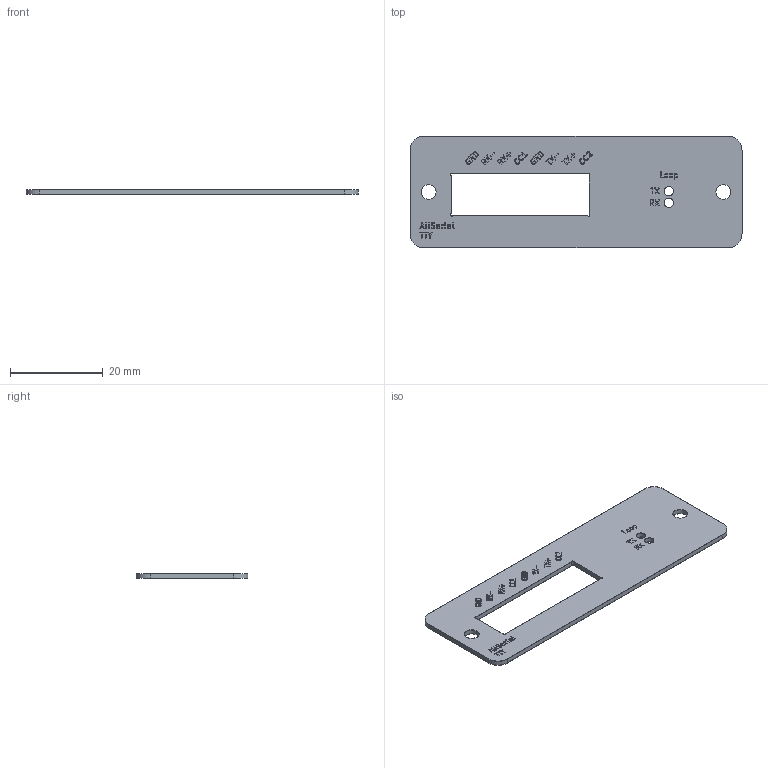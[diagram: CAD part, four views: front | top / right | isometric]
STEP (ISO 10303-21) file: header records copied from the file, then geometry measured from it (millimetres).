
FILE_DESCRIPTION(('KiCad electronic assembly'),'2;1');
FILE_NAME('AllSerial TTL_CL front.step','2025-07-20T22:40:23',('Pcbnew') ,('Kicad'),'Open CASCADE STEP processor 7.8','KiCad to STEP converter' ,'Unknown');
FILE_SCHEMA(('AUTOMOTIVE_DESIGN { 1 0 10303 214 1 1 1 1 }'));
Length unit declared in the file: millimetre
Products named in the file (5): AllSerial TTL_CL front 1; AllSerial TTL_CL front_copper; AllSerial TTL_CL front_silkscreen; AllSerial TTL_CL front_soldermask; AllSerial TTL_CL front_PCB
Assembly tree (4 placements, depth 2):
  AllSerial TTL_CL front 1
    AllSerial TTL_CL front_copper
    AllSerial TTL_CL front_silkscreen
    AllSerial TTL_CL front_soldermask
    AllSerial TTL_CL front_PCB
Bounding box: 71.5 x 24 x 1.12 mm (x, y, z)
Volume: 1418.9 mm3; surface area: 5905.8 mm2
Topology: 57 solids, 93 shells, 1049 faces, 4435 edges, 3536 vertices
Faces by surface type: plane 805, cylinder 244
Full cylindrical faces by diameter (mm): 2 x2, 3.2 x2
Entity records: 46905 total; most frequent: CARTESIAN_POINT 9025, DIRECTION 7454, ORIENTED_EDGE 7132, EDGE_CURVE 4435, VERTEX_POINT 3536, LINE 3524, VECTOR 3524, AXIS2_PLACEMENT_3D 1965
